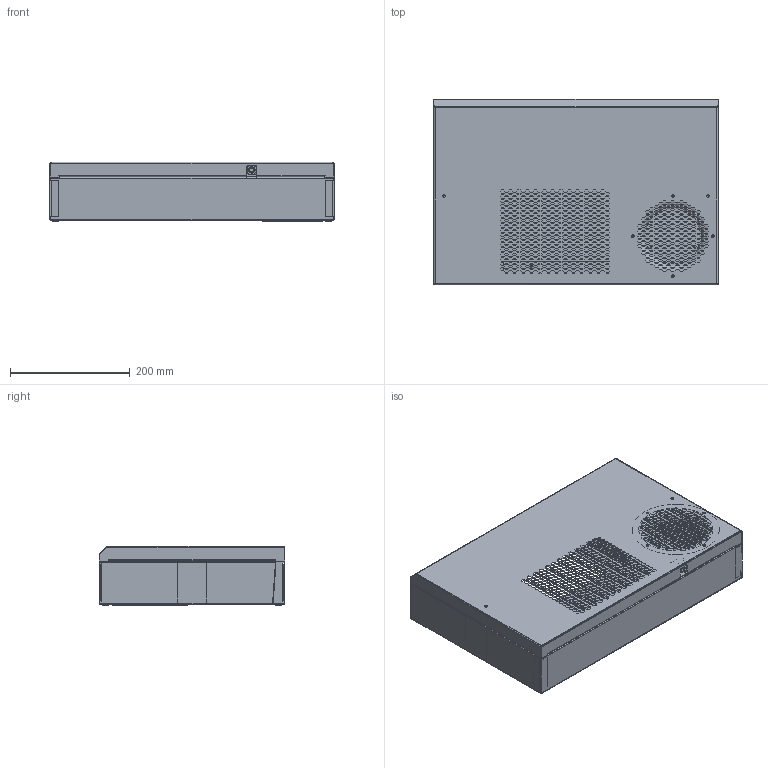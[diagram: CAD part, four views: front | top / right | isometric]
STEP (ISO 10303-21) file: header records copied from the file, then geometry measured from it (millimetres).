
FILE_DESCRIPTION((''),'2;1');
FILE_NAME('KG2025_COMPLETE_ASM_1_ASM','2015-07-10T',('carlc'),(''),'CREO PARAMETRIC BY PTC INC, 2014500','CREO PARAMETRIC BY PTC INC, 2014500','');
FILE_SCHEMA(('CONFIG_CONTROL_DESIGN'));
Products named in the file (25): KG2025_CABINET_1; EBM_120_INLET_RING_1; POPNUT_M4_HEX_OPEN_STEEL_1; KG2025_WATER_TRAY_1; POPNUT_M6_HEX_CLOSED_ST_1; KG2025_CABINET_MANUF_ASM_1_ASM; DRAIN_FITTING_BRBD_BRBD_2_1; WATER_TRAY_DRAIN_BUSH_NUT_1; KG2025_INS_CABINET_SIDE_1; KG2025_INS_CABINET_SIDE2_1; KG2025_INS_CABINET_TOP_1; KG2025_CABINET_ASSEMBLY_ASM_1_ASM; KG2025_COVER_1; KG2025_COVER_MANUF_ASM_1_ASM; KG2025_COVER_ASSEMBLY_ASM_1_ASM; KG2025_FRONT_PLATE_1; KG2025_CONNECTOR_BRKT_1; SC3001_1_2; SC3001_1_3; SC3001_1_4; SC3001_1_ASM; 721_607_019_000_2_14A_1; KST20_KEYPAD_1; KG2025_CONNECTOR_ASSEMBLY_ASM_1_ASM; KG2025_COMPLETE_ASM_1_ASM
Assembly tree (35 placements, depth 4):
  KG2025_COMPLETE_ASM_1_ASM
    KG2025_CABINET_ASSEMBLY_ASM_1_ASM
      KG2025_CABINET_MANUF_ASM_1_ASM
        KG2025_CABINET_1
        EBM_120_INLET_RING_1
        POPNUT_M4_HEX_OPEN_STEEL_1  x2
        KG2025_WATER_TRAY_1
        POPNUT_M6_HEX_CLOSED_ST_1  x4
      POPNUT_M6_HEX_CLOSED_ST_1  x4
      DRAIN_FITTING_BRBD_BRBD_2_1
      WATER_TRAY_DRAIN_BUSH_NUT_1
      KG2025_INS_CABINET_SIDE_1  x2
      KG2025_INS_CABINET_SIDE2_1  x2
      KG2025_INS_CABINET_TOP_1
    KG2025_COVER_ASSEMBLY_ASM_1_ASM
      KG2025_COVER_MANUF_ASM_1_ASM
        KG2025_COVER_1
        EBM_120_INLET_RING_1
    KG2025_CONNECTOR_ASSEMBLY_ASM_1_ASM
      KG2025_FRONT_PLATE_1
      KG2025_CONNECTOR_BRKT_1
      SC3001_1_ASM
        SC3001_1_2
        SC3001_1_3
        SC3001_1_4
      721_607_019_000_2_14A_1
      KST20_KEYPAD_1
Bounding box: 475 x 310 x 100 mm (x, y, z)
Volume: 730688.1 mm3; surface area: 1222362.6 mm2
Topology: 29 solids, 29 shells, 6884 faces, 19777 edges, 12993 vertices
Faces by surface type: plane 6332, cylinder 327, cone 96, torus 70, bspline 51, sphere 6, extrusion 2
Entity records: 220227 total; most frequent: CARTESIAN_POINT 44224, ORIENTED_EDGE 37768, DIRECTION 32544, EDGE_CURVE 18884, VECTOR 17924, LINE 17922, VERTEX_POINT 12474, EDGE_LOOP 8382
